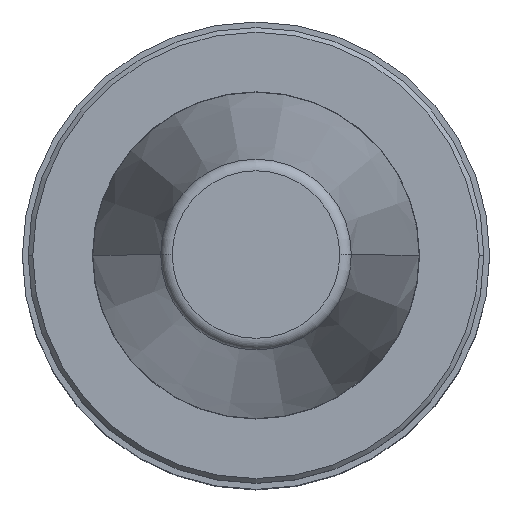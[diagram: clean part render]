
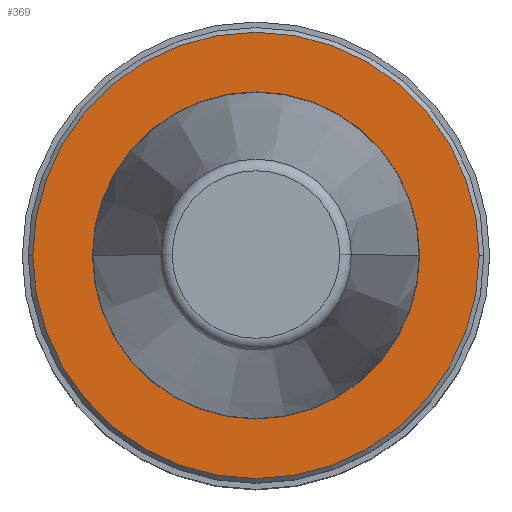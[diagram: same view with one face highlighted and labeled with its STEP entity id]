
A CAD part, top view. The second image highlights one B-rep face of the part: STEP entity #369.
In plain terms, the highlighted planar face has unit normal (0, 0, 1).
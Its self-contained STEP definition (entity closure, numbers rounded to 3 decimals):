
#13 = DIRECTION ( 'NONE',  ( 0., 0., 1. ) ) ;
#46 = DIRECTION ( 'NONE',  ( 1., 0., 0. ) ) ;
#50 = FACE_OUTER_BOUND ( 'NONE', #55, .T. ) ;
#55 = EDGE_LOOP ( 'NONE', ( #1073, #904 ) ) ;
#69 = CARTESIAN_POINT ( 'NONE',  ( -47.75, 0., -3.2 ) ) ;
#101 = DIRECTION ( 'NONE',  ( 1., 0., 0. ) ) ;
#113 = EDGE_CURVE ( 'NONE', #743, #350, #903, .T. ) ;
#130 = EDGE_CURVE ( 'NONE', #809, #135, #878, .T. ) ;
#135 = VERTEX_POINT ( 'NONE', #69 ) ;
#167 = ORIENTED_EDGE ( 'NONE', *, *, #113, .F. ) ;
#173 = CIRCLE ( 'NONE', #1068, 47.75 ) ;
#237 = PLANE ( 'NONE',  #565 ) ;
#289 = CARTESIAN_POINT ( 'NONE',  ( 35., 0., -3.2 ) ) ;
#332 = CARTESIAN_POINT ( 'NONE',  ( 0., 0., -3.2 ) ) ;
#350 = VERTEX_POINT ( 'NONE', #1078 ) ;
#353 = AXIS2_PLACEMENT_3D ( 'NONE', #401, #854, #489 ) ;
#369 = ADVANCED_FACE ( 'NONE', ( #468, #50 ), #237, .F. ) ;
#401 = CARTESIAN_POINT ( 'NONE',  ( 0., 0., -3.2 ) ) ;
#428 = AXIS2_PLACEMENT_3D ( 'NONE', #599, #13, #101 ) ;
#468 = FACE_BOUND ( 'NONE', #871, .T. ) ;
#482 = EDGE_CURVE ( 'NONE', #135, #809, #173, .T. ) ;
#489 = DIRECTION ( 'NONE',  ( 1., 0., 0. ) ) ;
#490 = CARTESIAN_POINT ( 'NONE',  ( 0., 47.75, -3.2 ) ) ;
#565 = AXIS2_PLACEMENT_3D ( 'NONE', #490, #831, #707 ) ;
#593 = AXIS2_PLACEMENT_3D ( 'NONE', #332, #988, #46 ) ;
#599 = CARTESIAN_POINT ( 'NONE',  ( 0., 0., -3.2 ) ) ;
#680 = CARTESIAN_POINT ( 'NONE',  ( 0., 0., -3.2 ) ) ;
#707 = DIRECTION ( 'NONE',  ( -1., 0., 0. ) ) ;
#743 = VERTEX_POINT ( 'NONE', #289 ) ;
#777 = DIRECTION ( 'NONE',  ( 0., 0., 1. ) ) ;
#809 = VERTEX_POINT ( 'NONE', #870 ) ;
#816 = CIRCLE ( 'NONE', #428, 35. ) ;
#831 = DIRECTION ( 'NONE',  ( 0., 0., -1. ) ) ;
#854 = DIRECTION ( 'NONE',  ( 0., 0., 1. ) ) ;
#870 = CARTESIAN_POINT ( 'NONE',  ( 47.75, 0., -3.2 ) ) ;
#871 = EDGE_LOOP ( 'NONE', ( #167, #949 ) ) ;
#878 = CIRCLE ( 'NONE', #593, 47.75 ) ;
#903 = CIRCLE ( 'NONE', #353, 35. ) ;
#904 = ORIENTED_EDGE ( 'NONE', *, *, #130, .T. ) ;
#949 = ORIENTED_EDGE ( 'NONE', *, *, #1052, .F. ) ;
#988 = DIRECTION ( 'NONE',  ( 0., 0., 1. ) ) ;
#1052 = EDGE_CURVE ( 'NONE', #350, #743, #816, .T. ) ;
#1055 = DIRECTION ( 'NONE',  ( 1., 0., 0. ) ) ;
#1068 = AXIS2_PLACEMENT_3D ( 'NONE', #680, #777, #1055 ) ;
#1073 = ORIENTED_EDGE ( 'NONE', *, *, #482, .T. ) ;
#1078 = CARTESIAN_POINT ( 'NONE',  ( -35., 0., -3.2 ) ) ;
